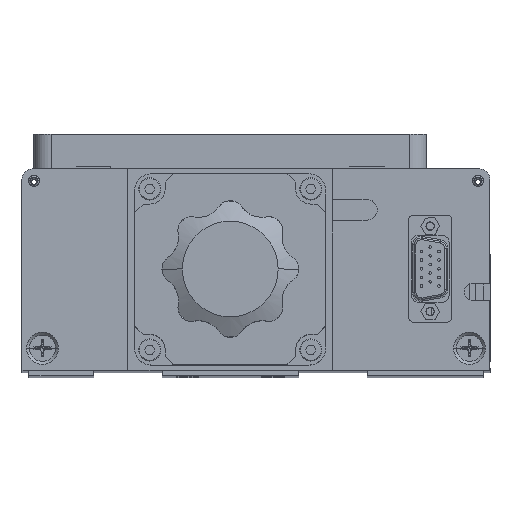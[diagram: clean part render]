
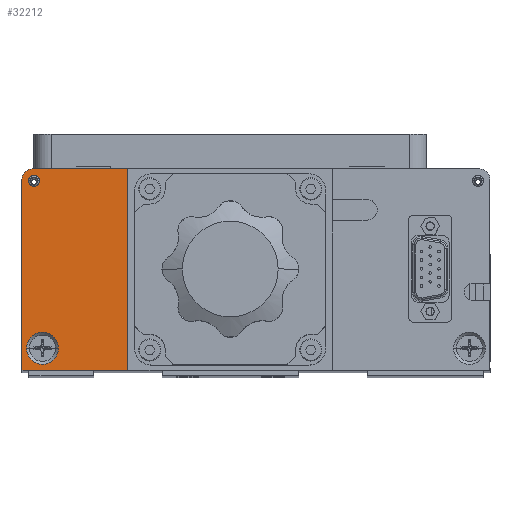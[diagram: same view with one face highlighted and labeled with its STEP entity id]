
A CAD part, top view. The second image highlights one B-rep face of the part: STEP entity #32212.
In plain terms, the highlighted planar face has unit normal (0, 0, 1).
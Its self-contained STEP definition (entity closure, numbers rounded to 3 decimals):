
#82 = CARTESIAN_POINT ( 'NONE',  ( -69.98, -2.104, 141.739 ) ) ;
#205 = DIRECTION ( 'NONE',  ( 0., 1., 0. ) ) ;
#386 = LINE ( 'NONE', #1513, #35755 ) ;
#1513 = CARTESIAN_POINT ( 'NONE',  ( -71.28, 47.396, 141.739 ) ) ;
#2735 = EDGE_CURVE ( 'NONE', #5740, #36732, #32118, .T. ) ;
#2935 = EDGE_LOOP ( 'NONE', ( #24100, #22407, #39808, #14960, #24359 ) ) ;
#3000 = CARTESIAN_POINT ( 'NONE',  ( -67.78, 46.896, 141.739 ) ) ;
#3335 = CIRCLE ( 'NONE', #19943, 3. ) ;
#3468 = CARTESIAN_POINT ( 'NONE',  ( -40.28, -8.604, 141.739 ) ) ;
#4809 = CARTESIAN_POINT ( 'NONE',  ( -65.28, -2.104, 141.739 ) ) ;
#5115 = EDGE_CURVE ( 'NONE', #10463, #41791, #36770, .T. ) ;
#5740 = VERTEX_POINT ( 'NONE', #82 ) ;
#5963 = CARTESIAN_POINT ( 'NONE',  ( -66.13, 46.896, 141.739 ) ) ;
#6363 = DIRECTION ( 'NONE',  ( 1., 0., 0. ) ) ;
#6634 = DIRECTION ( 'NONE',  ( 1., 0., 0. ) ) ;
#7613 = CARTESIAN_POINT ( 'NONE',  ( -67.78, 46.896, 141.739 ) ) ;
#7731 = VERTEX_POINT ( 'NONE', #17116 ) ;
#8134 = DIRECTION ( 'NONE',  ( 1., 0., 0. ) ) ;
#8300 = VERTEX_POINT ( 'NONE', #12917 ) ;
#8427 = EDGE_CURVE ( 'NONE', #32870, #30987, #33910, .T. ) ;
#8482 = ORIENTED_EDGE ( 'NONE', *, *, #5115, .F. ) ;
#10463 = VERTEX_POINT ( 'NONE', #33725 ) ;
#10962 = VERTEX_POINT ( 'NONE', #34306 ) ;
#10965 = DIRECTION ( 'NONE',  ( 1., 0., 0. ) ) ;
#12917 = CARTESIAN_POINT ( 'NONE',  ( -71.28, 47.396, 141.739 ) ) ;
#13368 = VECTOR ( 'NONE', #16847, 1000. ) ;
#13583 = EDGE_CURVE ( 'NONE', #8300, #7731, #386, .T. ) ;
#13852 = CARTESIAN_POINT ( 'NONE',  ( -68.28, 47.396, 141.739 ) ) ;
#14394 = LINE ( 'NONE', #3468, #13368 ) ;
#14960 = ORIENTED_EDGE ( 'NONE', *, *, #8427, .T. ) ;
#15866 = CARTESIAN_POINT ( 'NONE',  ( -68.28, 47.396, 141.739 ) ) ;
#16174 = AXIS2_PLACEMENT_3D ( 'NONE', #4809, #27997, #8134 ) ;
#16362 = DIRECTION ( 'NONE',  ( 0., 0., 1. ) ) ;
#16805 = CARTESIAN_POINT ( 'NONE',  ( -40.28, 50.396, 141.739 ) ) ;
#16847 = DIRECTION ( 'NONE',  ( 1., 0., 0. ) ) ;
#17037 = EDGE_CURVE ( 'NONE', #7731, #32870, #14394, .T. ) ;
#17059 = PLANE ( 'NONE',  #32182 ) ;
#17116 = CARTESIAN_POINT ( 'NONE',  ( -71.28, -8.604, 141.739 ) ) ;
#17203 = DIRECTION ( 'NONE',  ( 1., 0., 0. ) ) ;
#18283 = DIRECTION ( 'NONE',  ( 0., -1., 0. ) ) ;
#19200 = DIRECTION ( 'NONE',  ( 1., 0., 0. ) ) ;
#19943 = AXIS2_PLACEMENT_3D ( 'NONE', #15866, #39121, #19200 ) ;
#20053 = EDGE_CURVE ( 'NONE', #10962, #8300, #3335, .T. ) ;
#20124 = DIRECTION ( 'NONE',  ( -1., 0., 0. ) ) ;
#20554 = CARTESIAN_POINT ( 'NONE',  ( -40.28, 50.396, 141.739 ) ) ;
#21196 = ORIENTED_EDGE ( 'NONE', *, *, #26176, .F. ) ;
#22234 = CIRCLE ( 'NONE', #16174, 4.7 ) ;
#22407 = ORIENTED_EDGE ( 'NONE', *, *, #13583, .T. ) ;
#23704 = AXIS2_PLACEMENT_3D ( 'NONE', #7613, #30845, #10965 ) ;
#23990 = VECTOR ( 'NONE', #205, 1000. ) ;
#24050 = CARTESIAN_POINT ( 'NONE',  ( -60.58, -2.104, 141.739 ) ) ;
#24100 = ORIENTED_EDGE ( 'NONE', *, *, #20053, .T. ) ;
#24359 = ORIENTED_EDGE ( 'NONE', *, *, #33306, .T. ) ;
#25428 = FACE_BOUND ( 'NONE', #33618, .T. ) ;
#26176 = EDGE_CURVE ( 'NONE', #36732, #5740, #22234, .T. ) ;
#26256 = DIRECTION ( 'NONE',  ( 0., 0., 1. ) ) ;
#26558 = ORIENTED_EDGE ( 'NONE', *, *, #2735, .F. ) ;
#26599 = VECTOR ( 'NONE', #20124, 1000. ) ;
#27541 = EDGE_LOOP ( 'NONE', ( #21196, #26558 ) ) ;
#27609 = LINE ( 'NONE', #16805, #26599 ) ;
#27997 = DIRECTION ( 'NONE',  ( 0., 0., 1. ) ) ;
#30845 = DIRECTION ( 'NONE',  ( 0., 0., 1. ) ) ;
#30987 = VERTEX_POINT ( 'NONE', #20554 ) ;
#31042 = CARTESIAN_POINT ( 'NONE',  ( -40.28, -8.604, 141.739 ) ) ;
#32064 = ORIENTED_EDGE ( 'NONE', *, *, #38274, .F. ) ;
#32118 = CIRCLE ( 'NONE', #38367, 4.7 ) ;
#32182 = AXIS2_PLACEMENT_3D ( 'NONE', #13852, #37067, #17203 ) ;
#32212 = ADVANCED_FACE ( 'NONE', ( #34292, #43119, #25428 ), #17059, .T. ) ;
#32870 = VERTEX_POINT ( 'NONE', #31042 ) ;
#33306 = EDGE_CURVE ( 'NONE', #30987, #10962, #27609, .T. ) ;
#33618 = EDGE_LOOP ( 'NONE', ( #8482, #32064 ) ) ;
#33725 = CARTESIAN_POINT ( 'NONE',  ( -69.43, 46.896, 141.739 ) ) ;
#33910 = LINE ( 'NONE', #39948, #23990 ) ;
#34178 = AXIS2_PLACEMENT_3D ( 'NONE', #3000, #26256, #6363 ) ;
#34292 = FACE_BOUND ( 'NONE', #27541, .T. ) ;
#34306 = CARTESIAN_POINT ( 'NONE',  ( -68.28, 50.396, 141.739 ) ) ;
#35755 = VECTOR ( 'NONE', #18283, 1000. ) ;
#35945 = CARTESIAN_POINT ( 'NONE',  ( -65.28, -2.104, 141.739 ) ) ;
#36732 = VERTEX_POINT ( 'NONE', #24050 ) ;
#36770 = CIRCLE ( 'NONE', #23704, 1.65 ) ;
#37067 = DIRECTION ( 'NONE',  ( 0., 0., 1. ) ) ;
#38274 = EDGE_CURVE ( 'NONE', #41791, #10463, #39036, .T. ) ;
#38367 = AXIS2_PLACEMENT_3D ( 'NONE', #35945, #16362, #6634 ) ;
#39036 = CIRCLE ( 'NONE', #34178, 1.65 ) ;
#39121 = DIRECTION ( 'NONE',  ( 0., 0., 1. ) ) ;
#39808 = ORIENTED_EDGE ( 'NONE', *, *, #17037, .T. ) ;
#39948 = CARTESIAN_POINT ( 'NONE',  ( -40.28, 50.396, 141.739 ) ) ;
#41791 = VERTEX_POINT ( 'NONE', #5963 ) ;
#43119 = FACE_OUTER_BOUND ( 'NONE', #2935, .T. ) ;
